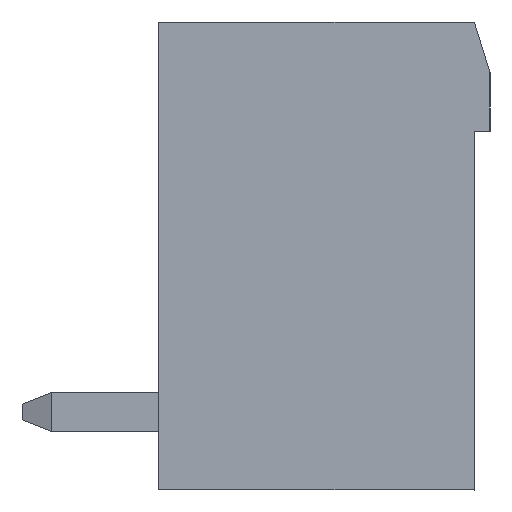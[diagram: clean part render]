
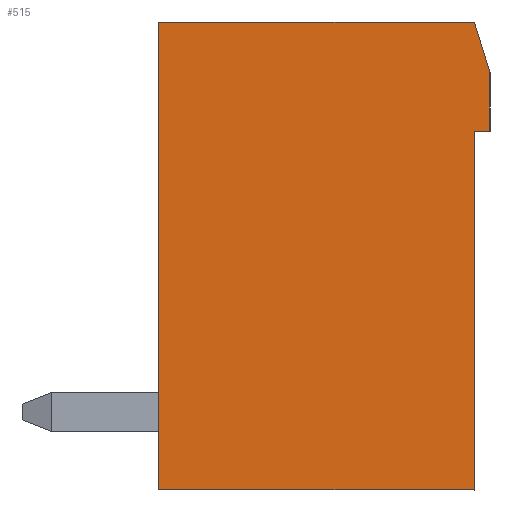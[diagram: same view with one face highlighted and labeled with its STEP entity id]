
A CAD part, left-side view. The second image highlights one B-rep face of the part: STEP entity #515.
In plain terms, the highlighted planar face has unit normal (-1, 0, 0).
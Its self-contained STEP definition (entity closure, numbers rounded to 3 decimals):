
#515 = ADVANCED_FACE( '', ( #1236 ), #1237, .T. );
#1236 = FACE_OUTER_BOUND( '', #2239, .T. );
#1237 = PLANE( '', #2240 );
#2239 = EDGE_LOOP( '', ( #3374, #3375, #3376, #3377, #3378, #3379, #3380 ) );
#2240 = AXIS2_PLACEMENT_3D( '', #3381, #3382, #3383 );
#3374 = ORIENTED_EDGE( '', *, *, #6262, .T. );
#3375 = ORIENTED_EDGE( '', *, *, #6263, .T. );
#3376 = ORIENTED_EDGE( '', *, *, #6264, .T. );
#3377 = ORIENTED_EDGE( '', *, *, #6265, .T. );
#3378 = ORIENTED_EDGE( '', *, *, #6266, .T. );
#3379 = ORIENTED_EDGE( '', *, *, #6267, .T. );
#3380 = ORIENTED_EDGE( '', *, *, #6268, .T. );
#3381 = CARTESIAN_POINT( '', ( -22.86, 0., 0. ) );
#3382 = DIRECTION( '', ( -1., 0., 0. ) );
#3383 = DIRECTION( '', ( 0., 0., 1. ) );
#6262 = EDGE_CURVE( '', #7540, #7541, #7542, .T. );
#6263 = EDGE_CURVE( '', #7541, #7543, #7544, .T. );
#6264 = EDGE_CURVE( '', #7543, #7545, #7546, .T. );
#6265 = EDGE_CURVE( '', #7545, #7547, #7548, .T. );
#6266 = EDGE_CURVE( '', #7547, #7549, #7550, .T. );
#6267 = EDGE_CURVE( '', #7549, #7551, #7552, .T. );
#6268 = EDGE_CURVE( '', #7551, #7540, #7553, .T. );
#7540 = VERTEX_POINT( '', #9393 );
#7541 = VERTEX_POINT( '', #9394 );
#7542 = LINE( '', #9395, #9396 );
#7543 = VERTEX_POINT( '', #9397 );
#7544 = LINE( '', #9398, #9399 );
#7545 = VERTEX_POINT( '', #9400 );
#7546 = LINE( '', #9401, #9402 );
#7547 = VERTEX_POINT( '', #9403 );
#7548 = LINE( '', #9404, #9405 );
#7549 = VERTEX_POINT( '', #9406 );
#7550 = LINE( '', #9407, #9408 );
#7551 = VERTEX_POINT( '', #9409 );
#7552 = LINE( '', #9410, #9411 );
#7553 = LINE( '', #9412, #9413 );
#9393 = CARTESIAN_POINT( '', ( -22.86, -4.45, 4.7 ) );
#9394 = CARTESIAN_POINT( '', ( -22.86, -4.05, 6. ) );
#9395 = CARTESIAN_POINT( '', ( -22.86, -4.45, 4.7 ) );
#9396 = VECTOR( '', #11941, 1000. );
#9397 = CARTESIAN_POINT( '', ( -22.86, 4.05, 6. ) );
#9398 = CARTESIAN_POINT( '', ( -22.86, -4.05, 6. ) );
#9399 = VECTOR( '', #11942, 1000. );
#9400 = CARTESIAN_POINT( '', ( -22.86, 4.05, -6. ) );
#9401 = CARTESIAN_POINT( '', ( -22.86, 4.05, 6. ) );
#9402 = VECTOR( '', #11943, 1000. );
#9403 = CARTESIAN_POINT( '', ( -22.86, -4.05, -6. ) );
#9404 = CARTESIAN_POINT( '', ( -22.86, 4.05, -6. ) );
#9405 = VECTOR( '', #11944, 1000. );
#9406 = CARTESIAN_POINT( '', ( -22.86, -4.05, 3.2 ) );
#9407 = CARTESIAN_POINT( '', ( -22.86, -4.05, -6. ) );
#9408 = VECTOR( '', #11945, 1000. );
#9409 = CARTESIAN_POINT( '', ( -22.86, -4.45, 3.2 ) );
#9410 = CARTESIAN_POINT( '', ( -22.86, -4.05, 3.2 ) );
#9411 = VECTOR( '', #11946, 1000. );
#9412 = CARTESIAN_POINT( '', ( -22.86, -4.45, 3.2 ) );
#9413 = VECTOR( '', #11947, 1000. );
#11941 = DIRECTION( '', ( 0., 0.294, 0.956 ) );
#11942 = DIRECTION( '', ( 0., 1., 0. ) );
#11943 = DIRECTION( '', ( 0., 0., -1. ) );
#11944 = DIRECTION( '', ( 0., -1., 0. ) );
#11945 = DIRECTION( '', ( 0., 0., 1. ) );
#11946 = DIRECTION( '', ( 0., -1., 0. ) );
#11947 = DIRECTION( '', ( 0., 0., 1. ) );
